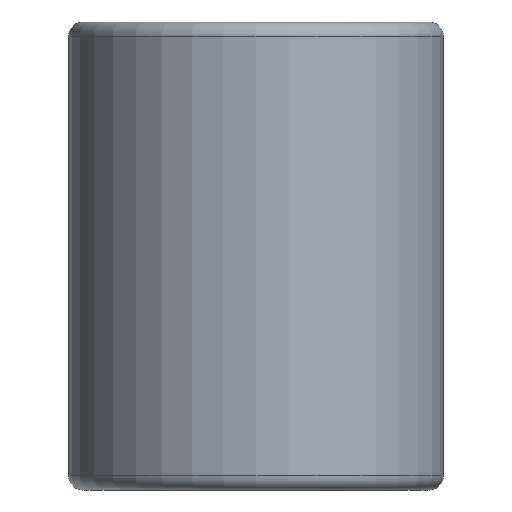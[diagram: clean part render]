
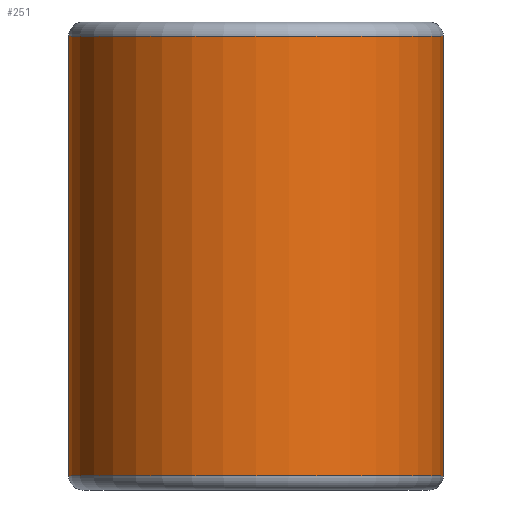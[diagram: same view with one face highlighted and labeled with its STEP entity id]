
A CAD part, front view. The second image highlights one B-rep face of the part: STEP entity #251.
In plain terms, the highlighted cylindrical face has radius 20.013 mm (diameter 40.025 mm), a partial arc.
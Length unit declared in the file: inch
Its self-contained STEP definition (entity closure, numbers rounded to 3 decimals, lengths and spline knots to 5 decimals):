
#2 = CARTESIAN_POINT ( 'NONE',  ( 0.7879, 0., -1.9085 ) ) ;
#3 = AXIS2_PLACEMENT_3D ( 'NONE', #59, #77, #50 ) ;
#4 = CARTESIAN_POINT ( 'NONE',  ( 0.7879, 0., -1.9685 ) ) ;
#13 = AXIS2_PLACEMENT_3D ( 'NONE', #326, #209, #307 ) ;
#30 = AXIS2_PLACEMENT_3D ( 'NONE', #46, #34, #33 ) ;
#31 = CARTESIAN_POINT ( 'NONE',  ( 0.7879, 0., -0.06 ) ) ;
#33 = DIRECTION ( 'NONE',  ( 1., 0., 0. ) ) ;
#34 = DIRECTION ( 'NONE',  ( 0., 0., 1. ) ) ;
#41 = VERTEX_POINT ( 'NONE', #2 ) ;
#46 = CARTESIAN_POINT ( 'NONE',  ( 0., 0., -1.9085 ) ) ;
#50 = DIRECTION ( 'NONE',  ( 1., 0., 0. ) ) ;
#59 = CARTESIAN_POINT ( 'NONE',  ( 0., 0., -1.9685 ) ) ;
#60 = ORIENTED_EDGE ( 'NONE', *, *, #222, .F. ) ;
#77 = DIRECTION ( 'NONE',  ( 0., 0., 1. ) ) ;
#81 = CARTESIAN_POINT ( 'NONE',  ( -0.7879, 0., -1.9685 ) ) ;
#86 = VECTOR ( 'NONE', #311, 39.37008 ) ;
#88 = DIRECTION ( 'NONE',  ( 0., 0., 1. ) ) ;
#91 = CYLINDRICAL_SURFACE ( 'NONE', #3, 0.7879 ) ;
#97 = FACE_OUTER_BOUND ( 'NONE', #261, .T. ) ;
#98 = LINE ( 'NONE', #4, #86 ) ;
#101 = CIRCLE ( 'NONE', #13, 0.7879 ) ;
#104 = LINE ( 'NONE', #81, #113 ) ;
#108 = CIRCLE ( 'NONE', #30, 0.7879 ) ;
#113 = VECTOR ( 'NONE', #88, 39.37008 ) ;
#180 = CARTESIAN_POINT ( 'NONE',  ( -0.7879, 0., -0.06 ) ) ;
#192 = ORIENTED_EDGE ( 'NONE', *, *, #256, .T. ) ;
#209 = DIRECTION ( 'NONE',  ( 0., 0., -1. ) ) ;
#219 = ORIENTED_EDGE ( 'NONE', *, *, #262, .T. ) ;
#222 = EDGE_CURVE ( 'NONE', #275, #324, #104, .T. ) ;
#230 = EDGE_CURVE ( 'NONE', #275, #41, #108, .T. ) ;
#249 = VERTEX_POINT ( 'NONE', #31 ) ;
#251 = ADVANCED_FACE ( 'NONE', ( #97 ), #91, .T. ) ;
#256 = EDGE_CURVE ( 'NONE', #249, #324, #101, .T. ) ;
#257 = ORIENTED_EDGE ( 'NONE', *, *, #230, .T. ) ;
#261 = EDGE_LOOP ( 'NONE', ( #60, #257, #219, #192 ) ) ;
#262 = EDGE_CURVE ( 'NONE', #41, #249, #98, .T. ) ;
#275 = VERTEX_POINT ( 'NONE', #325 ) ;
#307 = DIRECTION ( 'NONE',  ( 1., 0., 0. ) ) ;
#311 = DIRECTION ( 'NONE',  ( 0., 0., 1. ) ) ;
#324 = VERTEX_POINT ( 'NONE', #180 ) ;
#325 = CARTESIAN_POINT ( 'NONE',  ( -0.7879, 0., -1.9085 ) ) ;
#326 = CARTESIAN_POINT ( 'NONE',  ( 0., 0., -0.06 ) ) ;
